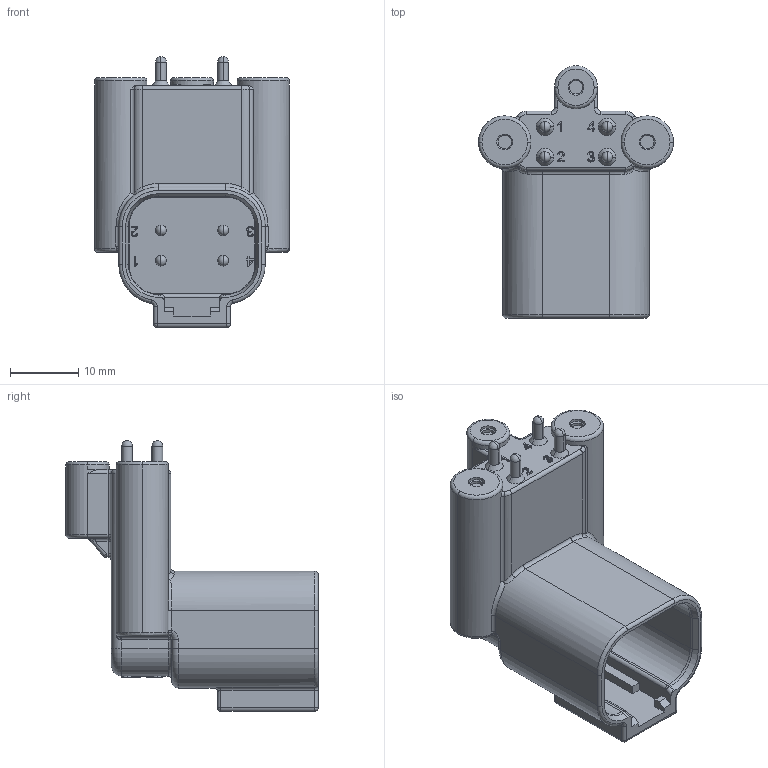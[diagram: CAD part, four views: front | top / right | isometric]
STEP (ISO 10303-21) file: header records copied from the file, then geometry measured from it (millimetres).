
FILE_DESCRIPTION((''),'2;1');
FILE_NAME('PL000697-04-SC3X','2019-03-27T',('brook.ding'),(''),'PRO/ENGINEER BY PARAMETRIC TECHNOLOGY CORPORATION, 2016360','PRO/ENGINEER BY PARAMETRIC TECHNOLOGY CORPORATION, 2016360','');
FILE_SCHEMA(('CONFIG_CONTROL_DESIGN'));
Length unit declared in the file: millimetre
Products named in the file (1): PL000697-04-SC3X
Bounding box: 28.49 x 36.85 x 39.55 mm (x, y, z)
Volume: 9427.4 mm3; surface area: 5677.9 mm2
Topology: 1 solids, 1 shells, 720 faces, 1898 edges, 1199 vertices
Faces by surface type: plane 259, extrusion 229, cylinder 122, torus 48, sphere 26, bspline 18, cone 18
Entity records: 24178 total; most frequent: CARTESIAN_POINT 7297, ORIENTED_EDGE 3756, DIRECTION 2888, EDGE_CURVE 1878, VECTOR 1234, VERTEX_POINT 1199, LINE 1005, AXIS2_PLACEMENT_3D 827
